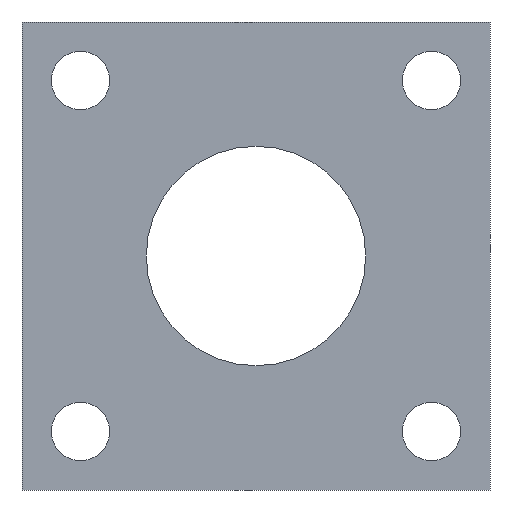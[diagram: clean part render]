
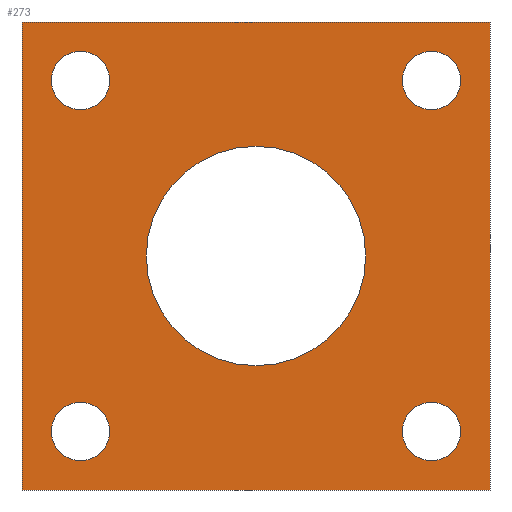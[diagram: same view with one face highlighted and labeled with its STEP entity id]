
A CAD part, front view. The second image highlights one B-rep face of the part: STEP entity #273.
In plain terms, the highlighted planar face has unit normal (0, -1, 0).
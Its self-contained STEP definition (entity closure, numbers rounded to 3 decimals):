
#16=CARTESIAN_POINT('',(16.0,0.0,16.0));
#17=VERTEX_POINT('',#16);
#18=CARTESIAN_POINT('',(16.0,0.0,-16.0));
#19=VERTEX_POINT('',#18);
#20=CARTESIAN_POINT('',(16.0,0.0,16.0));
#21=DIRECTION('',(0.0,0.0,-1.0));
#22=VECTOR('',#21,1.0);
#23=LINE('',#20,#22);
#24=EDGE_CURVE('no 62',#17,#19,#23,.T.);
#56=CARTESIAN_POINT('',(-16.0,0.0,-16.0));
#57=VERTEX_POINT('',#56);
#58=CARTESIAN_POINT('',(-16.0,0.0,-16.0));
#59=DIRECTION('',(-1.0,0.0,0.0));
#60=VECTOR('',#59,1.0);
#61=LINE('',#58,#60);
#62=EDGE_CURVE('no 58',#19,#57,#61,.T.);
#87=CARTESIAN_POINT('',(-16.0,0.0,16.0));
#88=VERTEX_POINT('',#87);
#89=CARTESIAN_POINT('',(-16.0,0.0,16.0));
#90=DIRECTION('',(0.0,0.0,1.0));
#91=VECTOR('',#90,1.0);
#92=LINE('',#89,#91);
#93=EDGE_CURVE('no 54',#57,#88,#92,.T.);
#118=CARTESIAN_POINT('',(-16.0,0.0,16.0));
#119=DIRECTION('',(1.0,0.0,0.0));
#120=VECTOR('',#119,1.0);
#121=LINE('',#118,#120);
#122=EDGE_CURVE('no 50',#88,#17,#121,.T.);
#207=CARTESIAN_POINT('',(0.0,0.0,7.5));
#208=VERTEX_POINT('',#207);
#209=CARTESIAN_POINT('',(0.0,0.0,0.0));
#210=DIRECTION('',(0.0,1.0,0.0));
#211=DIRECTION('',(0.0,-0.0,1.0));
#212=AXIS2_PLACEMENT_3D('',#209,#210,#211);
#213=CIRCLE('',#212,7.5);
#214=EDGE_CURVE('no 250',#208,#208,#213,.T.);
#215=ORIENTED_EDGE('',*,*,#214,.T.);
#216=EDGE_LOOP('',(#215));
#217=FACE_OUTER_BOUND('',#216,.T.);
#218=CARTESIAN_POINT('',(-12.0,0.0,10.0));
#219=VERTEX_POINT('',#218);
#220=CARTESIAN_POINT('',(-12.0,0.0,12.0));
#221=DIRECTION('',(0.0,1.0,-0.0));
#222=DIRECTION('',(0.0,-0.0,-1.0));
#223=AXIS2_PLACEMENT_3D('',#220,#221,#222);
#224=CIRCLE('',#223,2.0);
#225=EDGE_CURVE('no 273',#219,#219,#224,.T.);
#226=ORIENTED_EDGE('',*,*,#225,.T.);
#227=EDGE_LOOP('',(#226));
#228=FACE_BOUND('',#227,.T.);
#229=CARTESIAN_POINT('',(12.0,0.0,14.0));
#230=VERTEX_POINT('',#229);
#231=CARTESIAN_POINT('',(12.0,0.0,12.0));
#232=DIRECTION('',(0.0,1.0,0.0));
#233=DIRECTION('',(0.0,-0.0,1.0));
#234=AXIS2_PLACEMENT_3D('',#231,#232,#233);
#235=CIRCLE('',#234,2.0);
#236=EDGE_CURVE('no 291',#230,#230,#235,.T.);
#237=ORIENTED_EDGE('',*,*,#236,.T.);
#238=EDGE_LOOP('',(#237));
#239=FACE_BOUND('',#238,.T.);
#240=CARTESIAN_POINT('',(12.0,0.0,-14.0));
#241=VERTEX_POINT('',#240);
#242=CARTESIAN_POINT('',(12.0,0.0,-12.0));
#243=DIRECTION('',(0.0,1.0,-0.0));
#244=DIRECTION('',(0.0,-0.0,-1.0));
#245=AXIS2_PLACEMENT_3D('',#242,#243,#244);
#246=CIRCLE('',#245,2.0);
#247=EDGE_CURVE('no 309',#241,#241,#246,.T.);
#248=ORIENTED_EDGE('',*,*,#247,.T.);
#249=EDGE_LOOP('',(#248));
#250=FACE_BOUND('',#249,.T.);
#251=CARTESIAN_POINT('',(-12.0,0.0,-10.0));
#252=VERTEX_POINT('',#251);
#253=CARTESIAN_POINT('',(-12.0,0.0,-12.0));
#254=DIRECTION('',(0.0,1.0,0.0));
#255=DIRECTION('',(0.0,-0.0,1.0));
#256=AXIS2_PLACEMENT_3D('',#253,#254,#255);
#257=CIRCLE('',#256,2.0);
#258=EDGE_CURVE('no 327',#252,#252,#257,.T.);
#259=ORIENTED_EDGE('',*,*,#258,.T.);
#260=EDGE_LOOP('',(#259));
#261=FACE_BOUND('',#260,.T.);
#262=ORIENTED_EDGE('',*,*,#24,.F.);
#263=ORIENTED_EDGE('',*,*,#122,.F.);
#264=ORIENTED_EDGE('',*,*,#93,.F.);
#265=ORIENTED_EDGE('',*,*,#62,.F.);
#266=EDGE_LOOP('',(#262,#263,#264,#265));
#267=FACE_BOUND('',#266,.T.);
#268=CARTESIAN_POINT('',(0.0,-0.0,0.0));
#269=DIRECTION('',(0.0,-1.0,0.0));
#270=DIRECTION('',(0.0,-0.0,-1.0));
#271=AXIS2_PLACEMENT_3D('',#268,#269,#270);
#272=PLANE('',#271);
#273=ADVANCED_FACE('no 48',(#217,#228,#239,#250,#261,#267),#272,.T.);
